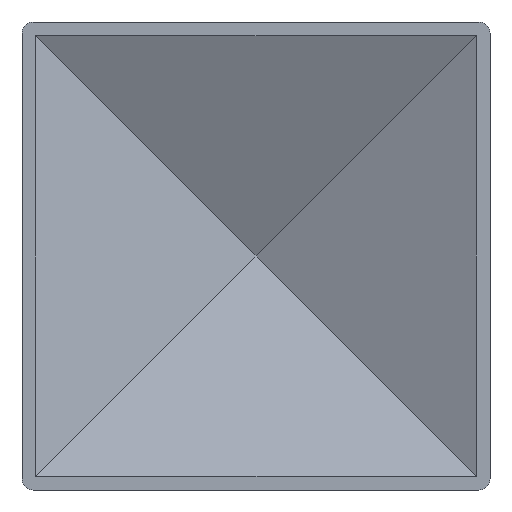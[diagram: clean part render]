
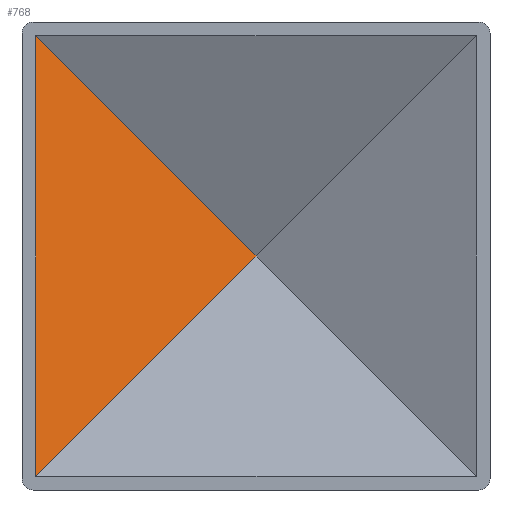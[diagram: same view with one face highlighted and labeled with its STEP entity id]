
A CAD part, front view. The second image highlights one B-rep face of the part: STEP entity #768.
In plain terms, the highlighted planar face has unit normal (0.437, -0.9, 0).
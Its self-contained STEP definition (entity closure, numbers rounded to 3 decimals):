
#18 = ORIENTED_EDGE ( 'NONE', *, *, #524, .F. ) ;
#141 = PLANE ( 'NONE',  #675 ) ;
#166 = CARTESIAN_POINT ( 'NONE',  ( -19.4, 9.249, -20.6 ) ) ;
#203 = DIRECTION ( 'NONE',  ( 0.669, 0.325, 0.669 ) ) ;
#224 = CARTESIAN_POINT ( 'NONE',  ( 0., 18.666, 0. ) ) ;
#261 = ORIENTED_EDGE ( 'NONE', *, *, #795, .T. ) ;
#306 = VECTOR ( 'NONE', #500, 1000. ) ;
#383 = DIRECTION ( 'NONE',  ( 0., 0., 1. ) ) ;
#408 = CARTESIAN_POINT ( 'NONE',  ( 0.524, 18.92, -20.6 ) ) ;
#420 = LINE ( 'NONE', #920, #306 ) ;
#431 = LINE ( 'NONE', #787, #493 ) ;
#444 = VECTOR ( 'NONE', #383, 1000. ) ;
#463 = CARTESIAN_POINT ( 'NONE',  ( -19.4, 9.249, -19.4 ) ) ;
#493 = VECTOR ( 'NONE', #203, 1000. ) ;
#500 = DIRECTION ( 'NONE',  ( -0.669, -0.325, 0.669 ) ) ;
#524 = EDGE_CURVE ( 'NONE', #715, #782, #671, .T. ) ;
#562 = CARTESIAN_POINT ( 'NONE',  ( -19.4, 9.249, 19.4 ) ) ;
#569 = FACE_OUTER_BOUND ( 'NONE', #844, .T. ) ;
#623 = ORIENTED_EDGE ( 'NONE', *, *, #832, .T. ) ;
#671 = LINE ( 'NONE', #166, #444 ) ;
#675 = AXIS2_PLACEMENT_3D ( 'NONE', #408, #924, #864 ) ;
#715 = VERTEX_POINT ( 'NONE', #463 ) ;
#768 = ADVANCED_FACE ( 'NONE', ( #569 ), #141, .T. ) ;
#782 = VERTEX_POINT ( 'NONE', #562 ) ;
#787 = CARTESIAN_POINT ( 'NONE',  ( -8.925, 14.334, -8.925 ) ) ;
#795 = EDGE_CURVE ( 'NONE', #715, #912, #431, .T. ) ;
#832 = EDGE_CURVE ( 'NONE', #912, #782, #420, .T. ) ;
#844 = EDGE_LOOP ( 'NONE', ( #623, #18, #261 ) ) ;
#864 = DIRECTION ( 'NONE',  ( 0.9, 0.437, 0. ) ) ;
#912 = VERTEX_POINT ( 'NONE', #224 ) ;
#920 = CARTESIAN_POINT ( 'NONE',  ( -20.31, 8.807, 20.31 ) ) ;
#924 = DIRECTION ( 'NONE',  ( 0.437, -0.9, 0. ) ) ;
